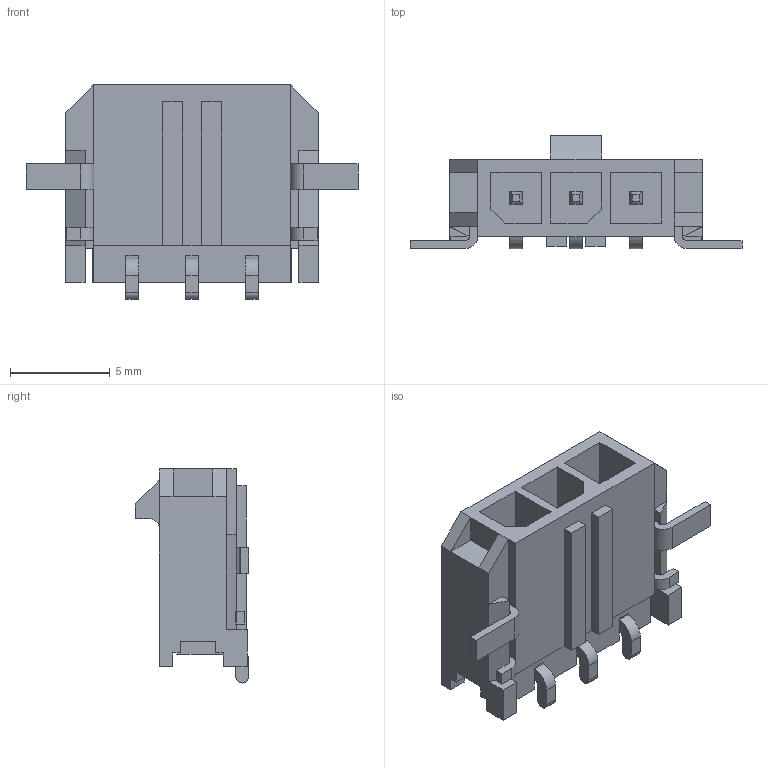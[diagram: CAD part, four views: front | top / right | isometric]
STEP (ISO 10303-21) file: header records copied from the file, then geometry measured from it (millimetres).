
FILE_DESCRIPTION((''),'2;1');
FILE_NAME('436500312','2020-10-20T',('me'),(''),'PRO/ENGINEER BY PARAMETRIC TECHNOLOGY CORPORATION, 2016010','PRO/ENGINEER BY PARAMETRIC TECHNOLOGY CORPORATION, 2016010','');
FILE_SCHEMA(('CONFIG_CONTROL_DESIGN'));
Length unit declared in the file: millimetre
Products named in the file (1): 436500312
Bounding box: 16.65 x 5.67 x 10.74 mm (x, y, z)
Volume: 322.1 mm3; surface area: 791 mm2
Topology: 2 solids, 2 shells, 255 faces, 740 edges, 480 vertices
Faces by surface type: plane 235, cylinder 20
Entity records: 8248 total; most frequent: CARTESIAN_POINT 1456, ORIENTED_EDGE 1440, DIRECTION 1304, EDGE_CURVE 720, VECTOR 688, LINE 688, VERTEX_POINT 460, AXIS2_PLACEMENT_3D 308
